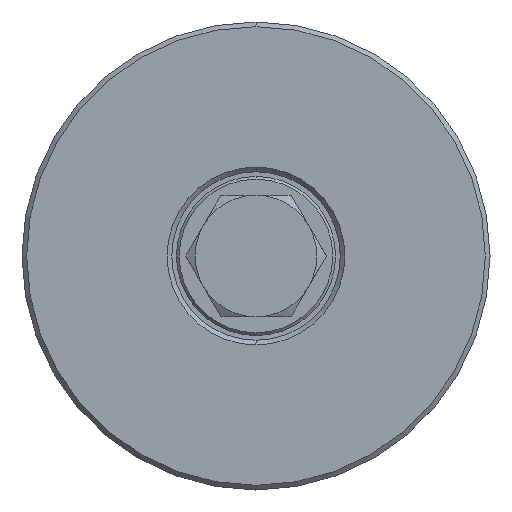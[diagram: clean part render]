
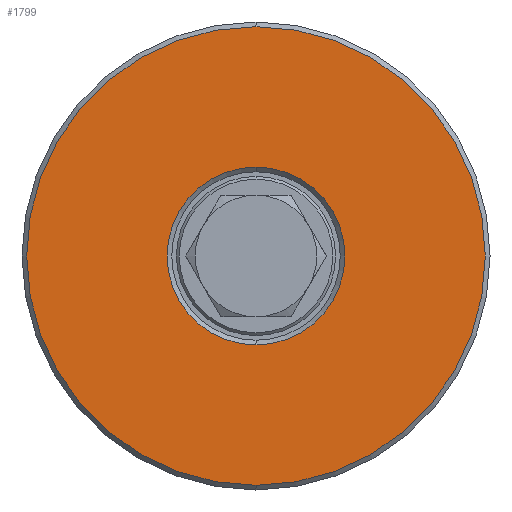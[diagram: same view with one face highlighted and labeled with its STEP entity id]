
A CAD part, left-side view. The second image highlights one B-rep face of the part: STEP entity #1799.
In plain terms, the highlighted planar face has unit normal (-1, 0, 0).
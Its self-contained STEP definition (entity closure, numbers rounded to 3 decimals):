
#261 = CARTESIAN_POINT ( 'NONE',  ( 0., 9., 0. ) ) ;
#428 = FACE_BOUND ( 'NONE', #1968, .T. ) ;
#465 = DIRECTION ( 'NONE',  ( -1., 0., 0. ) ) ;
#468 = DIRECTION ( 'NONE',  ( 0., 0., -1. ) ) ;
#558 = AXIS2_PLACEMENT_3D ( 'NONE', #4436, #1009, #468 ) ;
#561 = EDGE_LOOP ( 'NONE', ( #4031, #2681 ) ) ;
#624 = AXIS2_PLACEMENT_3D ( 'NONE', #7313, #3394, #2879 ) ;
#653 = EDGE_CURVE ( 'NONE', #3440, #1483, #1330, .T. ) ;
#685 = CARTESIAN_POINT ( 'NONE',  ( 0., 0., 9.5 ) ) ;
#827 = CIRCLE ( 'NONE', #624, 9.5 ) ;
#1009 = DIRECTION ( 'NONE',  ( -1., 0., 0. ) ) ;
#1298 = DIRECTION ( 'NONE',  ( 0., 0., -1. ) ) ;
#1330 = CIRCLE ( 'NONE', #1610, 9.5 ) ;
#1483 = VERTEX_POINT ( 'NONE', #5093 ) ;
#1610 = AXIS2_PLACEMENT_3D ( 'NONE', #2490, #2419, #1298 ) ;
#1667 = CARTESIAN_POINT ( 'NONE',  ( 0., 0., -24.5 ) ) ;
#1683 = CARTESIAN_POINT ( 'NONE',  ( 0., 0., 0. ) ) ;
#1799 = ADVANCED_FACE ( 'NONE', ( #428, #3063 ), #4710, .F. ) ;
#1873 = DIRECTION ( 'NONE',  ( 1., 0., 0. ) ) ;
#1968 = EDGE_LOOP ( 'NONE', ( #4583, #7019 ) ) ;
#2172 = DIRECTION ( 'NONE',  ( 0., 0., -1. ) ) ;
#2195 = AXIS2_PLACEMENT_3D ( 'NONE', #261, #1873, #5901 ) ;
#2419 = DIRECTION ( 'NONE',  ( 1., 0., 0. ) ) ;
#2490 = CARTESIAN_POINT ( 'NONE',  ( 0., 0., 0. ) ) ;
#2681 = ORIENTED_EDGE ( 'NONE', *, *, #3720, .T. ) ;
#2879 = DIRECTION ( 'NONE',  ( 0., 0., -1. ) ) ;
#3063 = FACE_OUTER_BOUND ( 'NONE', #561, .T. ) ;
#3178 = VERTEX_POINT ( 'NONE', #6623 ) ;
#3214 = EDGE_CURVE ( 'NONE', #1483, #3440, #827, .T. ) ;
#3394 = DIRECTION ( 'NONE',  ( 1., 0., 0. ) ) ;
#3440 = VERTEX_POINT ( 'NONE', #685 ) ;
#3580 = AXIS2_PLACEMENT_3D ( 'NONE', #1683, #465, #2172 ) ;
#3720 = EDGE_CURVE ( 'NONE', #3178, #6291, #6171, .T. ) ;
#4031 = ORIENTED_EDGE ( 'NONE', *, *, #5237, .T. ) ;
#4436 = CARTESIAN_POINT ( 'NONE',  ( 0., 0., 0. ) ) ;
#4583 = ORIENTED_EDGE ( 'NONE', *, *, #653, .T. ) ;
#4710 = PLANE ( 'NONE',  #2195 ) ;
#4893 = CIRCLE ( 'NONE', #558, 24.5 ) ;
#5093 = CARTESIAN_POINT ( 'NONE',  ( 0., 0., -9.5 ) ) ;
#5237 = EDGE_CURVE ( 'NONE', #6291, #3178, #4893, .T. ) ;
#5901 = DIRECTION ( 'NONE',  ( 0., 0., -1. ) ) ;
#6171 = CIRCLE ( 'NONE', #3580, 24.5 ) ;
#6291 = VERTEX_POINT ( 'NONE', #1667 ) ;
#6623 = CARTESIAN_POINT ( 'NONE',  ( 0., 0., 24.5 ) ) ;
#7019 = ORIENTED_EDGE ( 'NONE', *, *, #3214, .T. ) ;
#7313 = CARTESIAN_POINT ( 'NONE',  ( 0., 0., 0. ) ) ;
